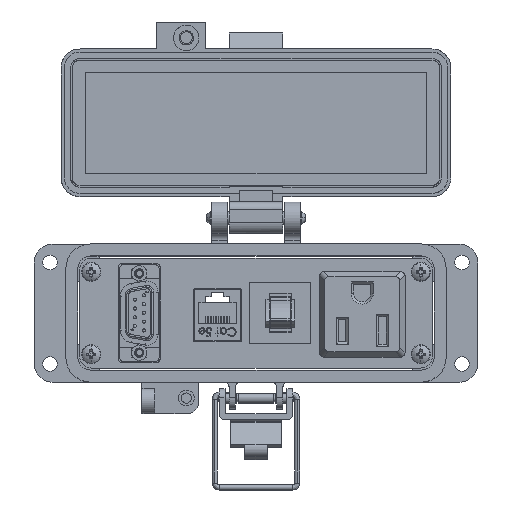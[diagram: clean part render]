
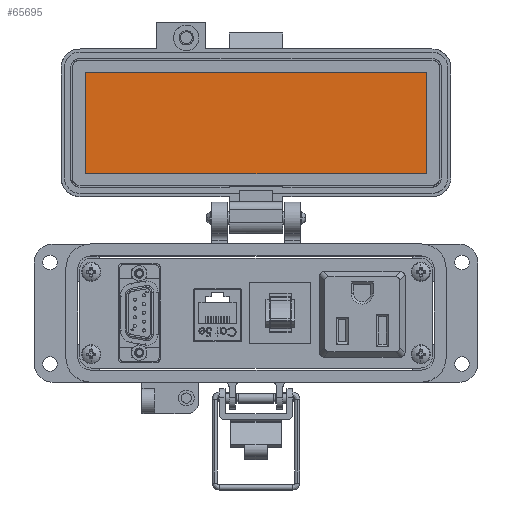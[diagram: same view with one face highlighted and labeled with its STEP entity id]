
A CAD part, top view. The second image highlights one B-rep face of the part: STEP entity #65695.
In plain terms, the highlighted planar face has unit normal (0, 0, 1).
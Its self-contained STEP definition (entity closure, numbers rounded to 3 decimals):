
#2901 = FACE_OUTER_BOUND ( 'NONE', #59797, .T. ) ;
#4838 = DIRECTION ( 'NONE',  ( -1., 0., 0. ) ) ;
#5710 = DIRECTION ( 'NONE',  ( 0., -1., 0. ) ) ;
#8692 = VERTEX_POINT ( 'NONE', #32238 ) ;
#8784 = LINE ( 'NONE', #75324, #90012 ) ;
#9244 = CARTESIAN_POINT ( 'NONE',  ( -53.75, 83.154, -25.55 ) ) ;
#18687 = VERTEX_POINT ( 'NONE', #9244 ) ;
#21216 = PLANE ( 'NONE',  #30358 ) ;
#24032 = EDGE_CURVE ( 'NONE', #68636, #18687, #63330, .T. ) ;
#26074 = ORIENTED_EDGE ( 'NONE', *, *, #73620, .F. ) ;
#30001 = ORIENTED_EDGE ( 'NONE', *, *, #92237, .F. ) ;
#30358 = AXIS2_PLACEMENT_3D ( 'NONE', #99976, #52849, #5710 ) ;
#31566 = DIRECTION ( 'NONE',  ( 0., -1., 0. ) ) ;
#31809 = DIRECTION ( 'NONE',  ( 1., 0., 0. ) ) ;
#32226 = LINE ( 'NONE', #70691, #71456 ) ;
#32238 = CARTESIAN_POINT ( 'NONE',  ( 53.75, 51.154, -25.55 ) ) ;
#40023 = VECTOR ( 'NONE', #85517, 1000. ) ;
#44302 = VERTEX_POINT ( 'NONE', #47390 ) ;
#47390 = CARTESIAN_POINT ( 'NONE',  ( 53.75, 83.154, -25.55 ) ) ;
#52849 = DIRECTION ( 'NONE',  ( 0., 0., 1. ) ) ;
#59797 = EDGE_LOOP ( 'NONE', ( #30001, #94001, #26074, #94525 ) ) ;
#61787 = CARTESIAN_POINT ( 'NONE',  ( -53.75, 67.154, -25.55 ) ) ;
#63330 = LINE ( 'NONE', #61787, #40023 ) ;
#65695 = ADVANCED_FACE ( 'NONE', ( #2901 ), #21216, .T. ) ;
#68636 = VERTEX_POINT ( 'NONE', #69790 ) ;
#69790 = CARTESIAN_POINT ( 'NONE',  ( -53.75, 51.154, -25.55 ) ) ;
#70691 = CARTESIAN_POINT ( 'NONE',  ( 53.75, 67.154, -25.55 ) ) ;
#71456 = VECTOR ( 'NONE', #31566, 1000. ) ;
#71598 = VECTOR ( 'NONE', #31809, 1000. ) ;
#73620 = EDGE_CURVE ( 'NONE', #8692, #68636, #8784, .T. ) ;
#75324 = CARTESIAN_POINT ( 'NONE',  ( 42., 51.154, -25.55 ) ) ;
#77552 = EDGE_CURVE ( 'NONE', #44302, #8692, #32226, .T. ) ;
#78180 = CARTESIAN_POINT ( 'NONE',  ( -8.5, 83.154, -25.55 ) ) ;
#85517 = DIRECTION ( 'NONE',  ( 0., 1., 0. ) ) ;
#90012 = VECTOR ( 'NONE', #4838, 1000. ) ;
#92237 = EDGE_CURVE ( 'NONE', #18687, #44302, #92581, .T. ) ;
#92581 = LINE ( 'NONE', #78180, #71598 ) ;
#94001 = ORIENTED_EDGE ( 'NONE', *, *, #24032, .F. ) ;
#94525 = ORIENTED_EDGE ( 'NONE', *, *, #77552, .F. ) ;
#99976 = CARTESIAN_POINT ( 'NONE',  ( -8.5, 67.154, -25.55 ) ) ;
